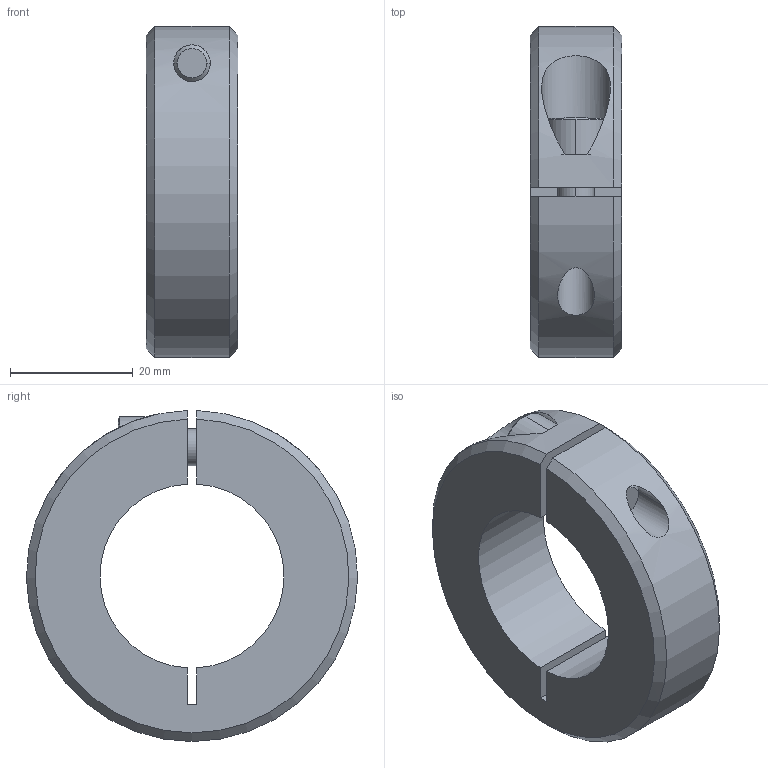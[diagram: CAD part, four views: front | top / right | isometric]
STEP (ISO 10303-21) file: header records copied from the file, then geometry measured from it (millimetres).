
FILE_DESCRIPTION(('Creo Elements/Direct Modeling STEP Export'),'2;1');
FILE_NAME('251568_Klemmring_geschlitzt-Ø30-AL.stp','2022-12-12T14:09:13',(''),(''),'PTC Creo Elements/Direct Modeling STEP processor for AP214 (Solid Model)','PTC Creo Elements/Direct Modeling 19.0C 15-Aug-2015 (C) Parametric Technology GmbH','');
FILE_SCHEMA(('AUTOMOTIVE_DESIGN { 1 0 10303 214 1 1 1 1 }'));
Length unit declared in the file: millimetre
Products named in the file (1): Klemmring_geschlitzt-Ø30-AL_251568_PX183610
Bounding box: 15 x 53.99 x 53.99 mm (x, y, z)
Volume: 22258.7 mm3; surface area: 8048.2 mm2
Topology: 1 solids, 1 shells, 36 faces, 91 edges, 62 vertices
Faces by surface type: plane 18, cylinder 12, cone 6
Entity records: 1418 total; most frequent: CARTESIAN_POINT 420, ORIENTED_EDGE 182, DIRECTION 165, EDGE_CURVE 91, VERTEX_POINT 62, AXIS2_PLACEMENT_3D 58, VECTOR 49, LINE 49
